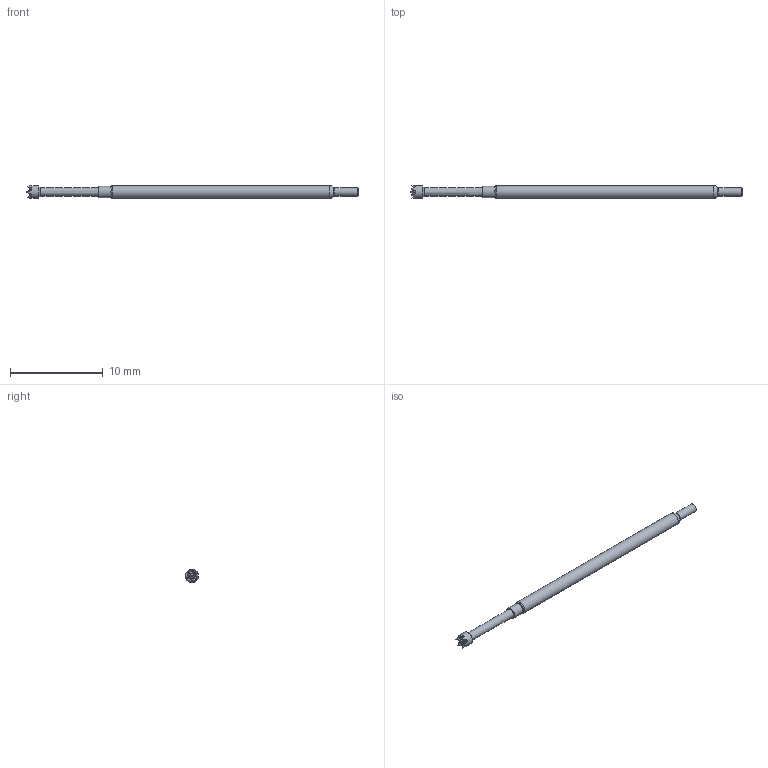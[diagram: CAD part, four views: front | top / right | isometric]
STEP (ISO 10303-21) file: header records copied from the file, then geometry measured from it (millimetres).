
FILE_DESCRIPTION (( 'STEP AP214' ), '1' );
FILE_NAME ('X75-2507.STEP', '2020-04-15T16:57:39', ( '' ), ( '' ), 'SwSTEP 2.0', 'SolidWorks 2019', '' );
FILE_SCHEMA (( 'AUTOMOTIVE_DESIGN' ));
Length unit declared in the file: inch
Products named in the file (1): X75-2507
Bounding box: 35.81 x 1.4 x 1.4 mm (x, y, z)
Volume: 44.4 mm3; surface area: 143.2 mm2
Topology: 1 solids, 1 shells, 136 faces, 384 edges, 251 vertices
Faces by surface type: bspline 120, cone 5, cylinder 4, torus 4, plane 3
Full cylindrical faces by diameter (mm): 0.922 x1, 1.232 x1, 1.367 x1, 1.397 x1
Entity records: 55479 total; most frequent: CARTESIAN_POINT 51282, ORIENTED_EDGE 736, EDGE_CURVE 368, B_SPLINE_CURVE_WITH_KNOTS 354, VERTEX_POINT 248, EDGE_LOOP 150, FACE_OUTER_BOUND 144, DIMENSIONAL_EXPONENTS 139
